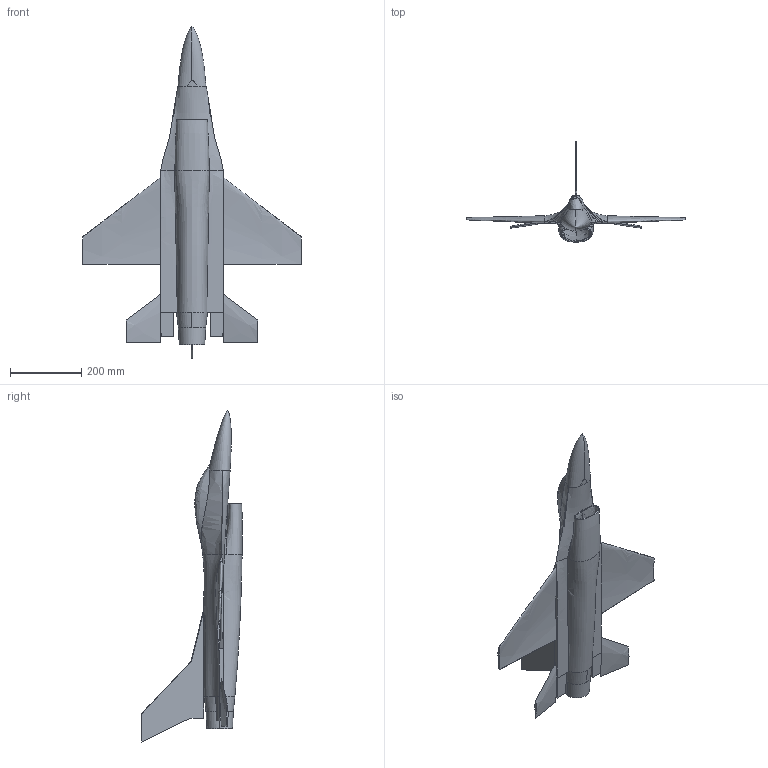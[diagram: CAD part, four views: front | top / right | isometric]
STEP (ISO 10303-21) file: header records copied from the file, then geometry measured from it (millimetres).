
FILE_DESCRIPTION(('FreeCAD Model'),'2;1');
FILE_NAME('Open CASCADE Shape Model','2025-04-27T07:55:43',('FreeCAD'),( 'FreeCAD'),'Open CASCADE STEP processor 7.6','FreeCAD','Unknown');
FILE_SCHEMA(('AUTOMOTIVE_DESIGN { 1 0 10303 214 1 1 1 1 }'));
Products named in the file (1): Open CASCADE STEP translator 7.6 1
Bounding box: 613.82 x 282.1 x 932.3 mm (x, y, z)
Volume: 4832143.6 mm3; surface area: 697921 mm2
Topology: 1 solids, 1 shells, 83 faces, 265 edges, 179 vertices
Faces by surface type: bspline 83
Entity records: 35076 total; most frequent: CARTESIAN_POINT 33532, ORIENTED_EDGE 518, EDGE_CURVE 259, B_SPLINE_CURVE_WITH_KNOTS 241, VERTEX_POINT 179, FACE_BOUND 86, EDGE_LOOP 86, ADVANCED_FACE 83
